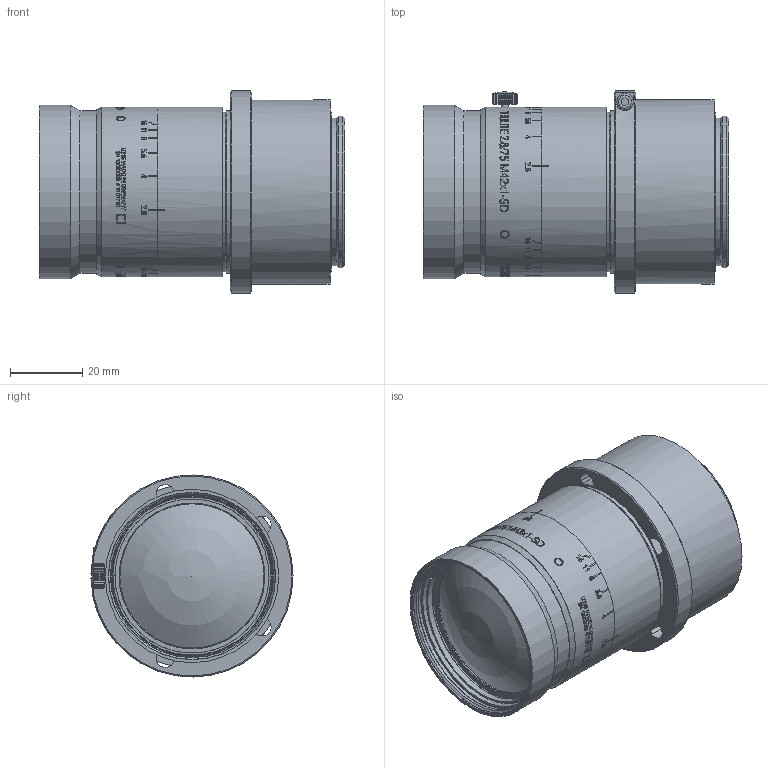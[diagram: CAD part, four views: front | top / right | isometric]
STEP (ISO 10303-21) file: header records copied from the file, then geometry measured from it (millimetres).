
FILE_DESCRIPTION(/* description */ (''),/* implementation_level */ '2;1');
FILE_NAME(/* name */ '1101710_00167270_001.stp',/* time_stamp */ '2022-01-19T16:16:02+01:00',/* author */ (''),/* organization */ (''),/* preprocessor_version */ 'ST-DEVELOPER v16',/* originating_system */ 'SIEMENS PLM Software NX 10.0',/* authorisation */ '');
FILE_SCHEMA (('AP203_CONFIGURATION_CONTROLLED_3D_DESIGN_OF_MECHANICAL_PARTS_AND_ASSEMBLIES_MIM_LF { 1 0 10303 403 2 1 2}'));
Length unit declared in the file: millimetre
Products named in the file (1): Guge4F909336y2qk
Bounding box: 84.66 x 55.99 x 55.99 mm (x, y, z)
Volume: 130415.7 mm3; surface area: 31540.8 mm2
Topology: 1 solids, 2 shells, 403 faces, 1529 edges, 1296 vertices
Faces by surface type: cylinder 231, plane 139, cone 28, sphere 3, torus 2
Full cylindrical faces by diameter (mm): 2 x1, 2.05 x4, 2.5 x1, 2.8 x1, 4.5 x1, 36 x1, 37 x1, 39.6 x1, 39.7 x1, 39.994 x1, 40.5 x1, 40.8 x2, 41.7 x1, 42 x1, 42.7 x1, 43.541 x1, 43.8 x1, 44.3 x2, 44.7 x1, 45 x3, 45.2 x2, 45.3 x1, 46.2 x1, 46.3 x2, 47 x3, 48 x1, 51 x1
Entity records: 19534 total; most frequent: CARTESIAN_POINT 8158, ORIENTED_EDGE 2875, EDGE_CURVE 1440, DIRECTION 1374, VERTEX_POINT 1273, B_SPLINE_CURVE_WITH_KNOTS 1020, EDGE_LOOP 659, AXIS2_PLACEMENT_3D 588
